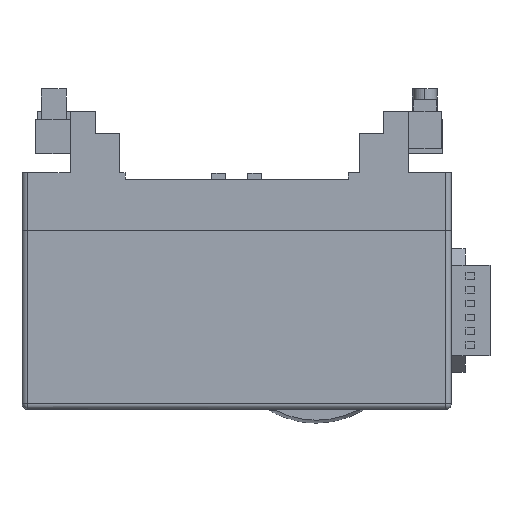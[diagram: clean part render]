
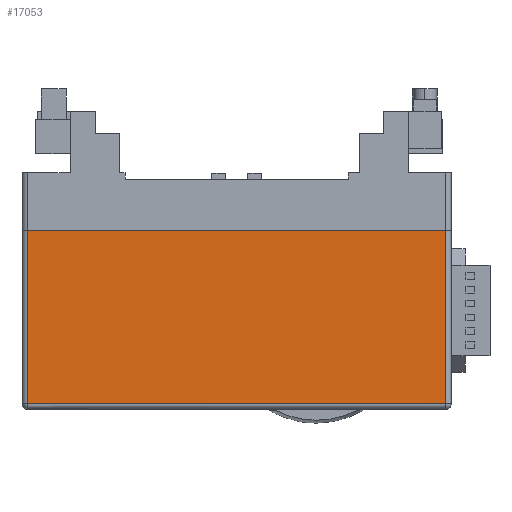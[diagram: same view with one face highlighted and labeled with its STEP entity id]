
A CAD part, left-side view. The second image highlights one B-rep face of the part: STEP entity #17053.
In plain terms, the highlighted planar face has unit normal (-1, 0, 0).
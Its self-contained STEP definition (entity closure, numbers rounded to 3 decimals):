
#12073=DIRECTION('',(0.,0.,1.));
#12074=VECTOR('',#12073,62.547);
#12075=CARTESIAN_POINT('',(-400.081,2.211,7.));
#12076=LINE('',#12075,#12074);
#12112=DIRECTION('',(0.,-1.,0.));
#12113=VECTOR('',#12112,151.);
#12114=CARTESIAN_POINT('',(-400.081,153.211,7.));
#12115=LINE('',#12114,#12113);
#12126=DIRECTION('',(0.,-1.,0.));
#12127=VECTOR('',#12126,151.);
#12128=CARTESIAN_POINT('',(-400.081,153.211,
69.547));
#12129=LINE('',#12128,#12127);
#12133=DIRECTION('',(0.,0.,-1.));
#12134=VECTOR('',#12133,62.547);
#12135=CARTESIAN_POINT('',(-400.081,153.211,
69.547));
#12136=LINE('',#12135,#12134);
#16380=CARTESIAN_POINT('',(-400.081,2.211,
69.547));
#16381=VERTEX_POINT('',#16380);
#16382=CARTESIAN_POINT('',(-400.081,153.211,
69.547));
#16383=VERTEX_POINT('',#16382);
#16390=CARTESIAN_POINT('',(-400.081,2.211,7.));
#16391=VERTEX_POINT('',#16390);
#16394=CARTESIAN_POINT('',(-400.081,153.211,7.));
#16395=VERTEX_POINT('',#16394);
#17041=CARTESIAN_POINT('',(-400.081,136.611,88.));
#17042=DIRECTION('',(-1.,0.,0.));
#17043=DIRECTION('',(0.,-1.,0.));
#17044=AXIS2_PLACEMENT_3D('',#17041,#17042,#17043);
#17045=PLANE('',#17044);
#17046=ORIENTED_EDGE('',*,*,#17007,.F.);
#17047=ORIENTED_EDGE('',*,*,#17031,.F.);
#17049=ORIENTED_EDGE('',*,*,#17048,.F.);
#17050=ORIENTED_EDGE('',*,*,#16985,.T.);
#17051=EDGE_LOOP('',(#17046,#17047,#17049,#17050));
#17052=FACE_OUTER_BOUND('',#17051,.F.);
#16985=EDGE_CURVE('',#16383,#16381,#12129,.T.);
#17007=EDGE_CURVE('',#16391,#16381,#12076,.T.);
#17031=EDGE_CURVE('',#16395,#16391,#12115,.T.);
#17048=EDGE_CURVE('',#16383,#16395,#12136,.T.);
#17053=ADVANCED_FACE('',(#17052),#17045,.T.);
